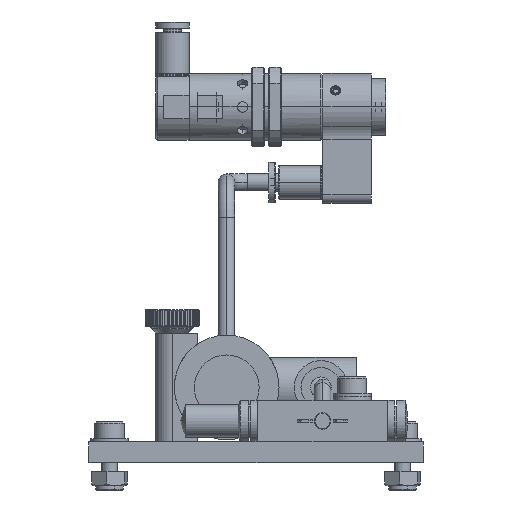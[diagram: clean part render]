
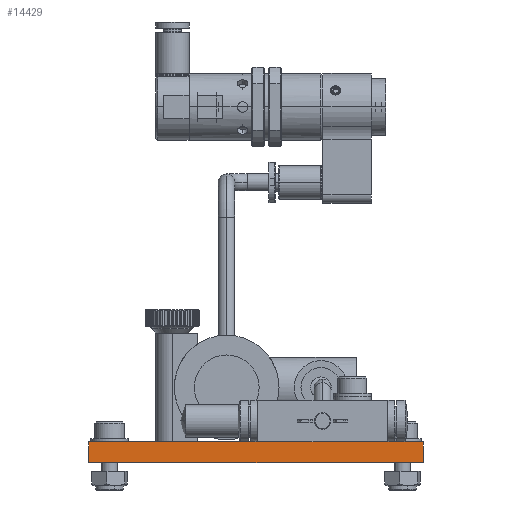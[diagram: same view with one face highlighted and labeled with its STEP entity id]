
A CAD part, left-side view. The second image highlights one B-rep face of the part: STEP entity #14429.
In plain terms, the highlighted face is planar.
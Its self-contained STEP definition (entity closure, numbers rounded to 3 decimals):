
#355 = DIRECTION ( 'NONE',  ( 0., 0., -1. ) ) ;
#528 = CARTESIAN_POINT ( 'NONE',  ( 0., 0., -60. ) ) ;
#784 = CARTESIAN_POINT ( 'NONE',  ( 0., 80., -60. ) ) ;
#1881 = CARTESIAN_POINT ( 'NONE',  ( 5., 80., -60. ) ) ;
#3233 = CARTESIAN_POINT ( 'NONE',  ( 5., 80., -60. ) ) ;
#3496 = EDGE_LOOP ( 'NONE', ( #29199, #36793, #25834, #28142 ) ) ;
#5744 = AXIS2_PLACEMENT_3D ( 'NONE', #528, #355, #39625 ) ;
#6840 = VECTOR ( 'NONE', #16386, 1000. ) ;
#9275 = VERTEX_POINT ( 'NONE', #1881 ) ;
#10398 = DIRECTION ( 'NONE',  ( 1., 0., 0. ) ) ;
#12175 = VECTOR ( 'NONE', #10398, 1000. ) ;
#12619 = CARTESIAN_POINT ( 'NONE',  ( 0., 80., -60. ) ) ;
#13278 = LINE ( 'NONE', #784, #41793 ) ;
#13975 = EDGE_CURVE ( 'NONE', #9275, #32613, #13278, .T. ) ;
#14429 = ADVANCED_FACE ( 'NONE', ( #23475 ), #18031, .T. ) ;
#16386 = DIRECTION ( 'NONE',  ( 0., 1., 0. ) ) ;
#18031 = PLANE ( 'NONE',  #5744 ) ;
#18809 = CARTESIAN_POINT ( 'NONE',  ( 5., 0., -60. ) ) ;
#19369 = LINE ( 'NONE', #45819, #45194 ) ;
#20716 = CARTESIAN_POINT ( 'NONE',  ( 5., 0., -60. ) ) ;
#23475 = FACE_OUTER_BOUND ( 'NONE', #3496, .T. ) ;
#25834 = ORIENTED_EDGE ( 'NONE', *, *, #13975, .F. ) ;
#27846 = LINE ( 'NONE', #18809, #12175 ) ;
#28142 = ORIENTED_EDGE ( 'NONE', *, *, #49637, .F. ) ;
#29199 = ORIENTED_EDGE ( 'NONE', *, *, #51023, .F. ) ;
#32613 = VERTEX_POINT ( 'NONE', #12619 ) ;
#34936 = EDGE_CURVE ( 'NONE', #32613, #52803, #19369, .T. ) ;
#36793 = ORIENTED_EDGE ( 'NONE', *, *, #34936, .F. ) ;
#39524 = DIRECTION ( 'NONE',  ( -1., 0., 0. ) ) ;
#39625 = DIRECTION ( 'NONE',  ( -1., 0., 0. ) ) ;
#41520 = VERTEX_POINT ( 'NONE', #20716 ) ;
#41793 = VECTOR ( 'NONE', #39524, 1000. ) ;
#42330 = DIRECTION ( 'NONE',  ( 0., -1., 0. ) ) ;
#44202 = CARTESIAN_POINT ( 'NONE',  ( 0., 0., -60. ) ) ;
#45194 = VECTOR ( 'NONE', #42330, 1000. ) ;
#45819 = CARTESIAN_POINT ( 'NONE',  ( 0., 0., -60. ) ) ;
#46283 = LINE ( 'NONE', #3233, #6840 ) ;
#49637 = EDGE_CURVE ( 'NONE', #41520, #9275, #46283, .T. ) ;
#51023 = EDGE_CURVE ( 'NONE', #52803, #41520, #27846, .T. ) ;
#52803 = VERTEX_POINT ( 'NONE', #44202 ) ;
